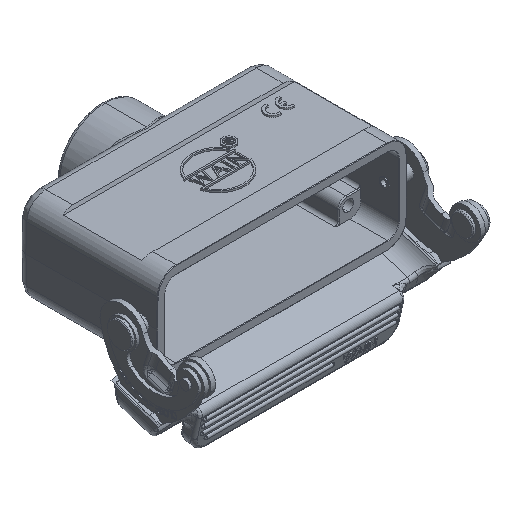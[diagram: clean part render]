
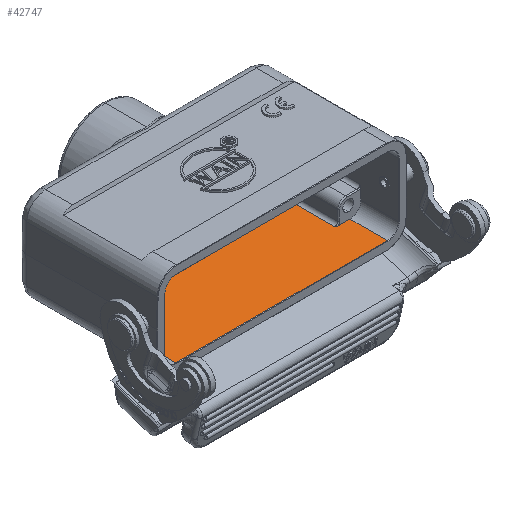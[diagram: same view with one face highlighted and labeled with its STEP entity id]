
A CAD part, isometric view. The second image highlights one B-rep face of the part: STEP entity #42747.
In plain terms, the highlighted planar face has unit normal (0, -0.018, 1).
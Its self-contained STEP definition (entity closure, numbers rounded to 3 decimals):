
#36819=CARTESIAN_POINT('',(28.995,12.295,
-12.035));
#36820=CARTESIAN_POINT('',(29.095,12.24,
-12.036));
#36821=CARTESIAN_POINT('',(29.286,12.137,
-12.038));
#36822=CARTESIAN_POINT('',(29.559,12.03,
-12.04));
#36823=CARTESIAN_POINT('',(29.734,12.,
-12.041));
#36824=CARTESIAN_POINT('',(29.819,12.,
-12.041));
#36826=DIRECTION('',(1.,0.,0.));
#36827=VECTOR('',#36826,3.722);
#36828=CARTESIAN_POINT('',(29.819,12.,
-12.041));
#36829=LINE('',#36828,#36827);
#36830=DIRECTION('',(0.017,-1.,-0.017));
#36831=VECTOR('',#36830,11.709);
#36832=CARTESIAN_POINT('',(33.541,12.,
-12.041));
#36833=LINE('',#36832,#36831);
#36834=DIRECTION('',(0.017,1.,0.017));
#36835=VECTOR('',#36834,11.709);
#36836=CARTESIAN_POINT('',(-33.745,0.295,
-12.245));
#36837=LINE('',#36836,#36835);
#36838=DIRECTION('',(1.,0.,0.));
#36839=VECTOR('',#36838,3.722);
#36840=CARTESIAN_POINT('',(-33.541,12.,
-12.041));
#36841=LINE('',#36840,#36839);
#36842=CARTESIAN_POINT('',(-29.819,12.,
-12.041));
#36843=CARTESIAN_POINT('',(-29.775,12.,
-12.041));
#36844=CARTESIAN_POINT('',(-29.683,12.008,
-12.04));
#36845=CARTESIAN_POINT('',(-29.53,12.044,
-12.04));
#36846=CARTESIAN_POINT('',(-29.366,12.105,
-12.039));
#36847=CARTESIAN_POINT('',(-29.189,12.189,
-12.037));
#36848=CARTESIAN_POINT('',(-29.062,12.258,
-12.036));
#36849=CARTESIAN_POINT('',(-28.995,12.295,
-12.035));
#36851=DIRECTION('',(0.017,1.,0.017));
#36852=VECTOR('',#36851,27.749);
#36853=CARTESIAN_POINT('',(-28.995,12.295,
-12.035));
#36854=LINE('',#36853,#36852);
#36855=DIRECTION('',(0.017,-1.,-0.017));
#36856=VECTOR('',#36855,27.749);
#36857=CARTESIAN_POINT('',(28.511,40.035,
-11.551));
#36858=LINE('',#36857,#36856);
#37286=DIRECTION('',(-1.,0.,0.));
#37287=VECTOR('',#37286,57.022);
#37288=CARTESIAN_POINT('',(28.511,40.035,
-11.551));
#37289=LINE('',#37288,#37287);
#39643=DIRECTION('',(1.,0.,0.));
#39644=VECTOR('',#39643,67.491);
#39645=CARTESIAN_POINT('',(-33.745,0.295,
-12.245));
#39646=LINE('',#39645,#39644);
#40771=VERTEX_POINT('',#36819);
#40772=VERTEX_POINT('',#36824);
#40773=CARTESIAN_POINT('',(33.541,12.,
-12.041));
#40774=VERTEX_POINT('',#40773);
#40775=CARTESIAN_POINT('',(33.745,0.295,
-12.245));
#40776=VERTEX_POINT('',#40775);
#40777=CARTESIAN_POINT('',(-33.745,0.295,
-12.245));
#40778=VERTEX_POINT('',#40777);
#40779=CARTESIAN_POINT('',(-33.541,12.,
-12.041));
#40780=VERTEX_POINT('',#40779);
#40781=CARTESIAN_POINT('',(-29.819,12.,
-12.041));
#40782=VERTEX_POINT('',#40781);
#40783=VERTEX_POINT('',#36849);
#40784=CARTESIAN_POINT('',(-28.511,40.035,
-11.551));
#40785=VERTEX_POINT('',#40784);
#40786=CARTESIAN_POINT('',(28.511,40.035,
-11.551));
#40787=VERTEX_POINT('',#40786);
#42721=CARTESIAN_POINT('',(-38.402,0.,-12.25));
#42722=DIRECTION('',(0.,0.017,-1.));
#42723=DIRECTION('',(0.,1.,0.017));
#42724=AXIS2_PLACEMENT_3D('',#42721,#42722,#42723);
#42725=PLANE('',#42724);
#42726=ORIENTED_EDGE('',*,*,#42711,.T.);
#42728=ORIENTED_EDGE('',*,*,#42727,.T.);
#42730=ORIENTED_EDGE('',*,*,#42729,.T.);
#42732=ORIENTED_EDGE('',*,*,#42731,.F.);
#42734=ORIENTED_EDGE('',*,*,#42733,.T.);
#42736=ORIENTED_EDGE('',*,*,#42735,.T.);
#42738=ORIENTED_EDGE('',*,*,#42737,.T.);
#42740=ORIENTED_EDGE('',*,*,#42739,.T.);
#42742=ORIENTED_EDGE('',*,*,#42741,.F.);
#42744=ORIENTED_EDGE('',*,*,#42743,.T.);
#42745=EDGE_LOOP('',(#42726,#42728,#42730,#42732,#42734,#42736,#42738,#42740,
#42742,#42744));
#42746=FACE_OUTER_BOUND('',#42745,.F.);
#42747=ADVANCED_FACE('',(#42746),#42725,.F.);
#36825=B_SPLINE_CURVE_WITH_KNOTS('',3,(#36819,#36820,#36821,#36822,#36823,
#36824),.UNSPECIFIED.,.F.,.F.,(4,1,1,4),(0.,0.333,
0.667,1.),.UNSPECIFIED.);
#36850=B_SPLINE_CURVE_WITH_KNOTS('',3,(#36842,#36843,#36844,#36845,#36846,
#36847,#36848,#36849),.UNSPECIFIED.,.F.,.F.,(4,1,1,1,1,4),(0.,0.2,0.4,
0.6,0.8,1.),.UNSPECIFIED.);
#42711=EDGE_CURVE('',#40771,#40772,#36825,.T.);
#42727=EDGE_CURVE('',#40772,#40774,#36829,.T.);
#42729=EDGE_CURVE('',#40774,#40776,#36833,.T.);
#42731=EDGE_CURVE('',#40778,#40776,#39646,.T.);
#42733=EDGE_CURVE('',#40778,#40780,#36837,.T.);
#42735=EDGE_CURVE('',#40780,#40782,#36841,.T.);
#42737=EDGE_CURVE('',#40782,#40783,#36850,.T.);
#42739=EDGE_CURVE('',#40783,#40785,#36854,.T.);
#42741=EDGE_CURVE('',#40787,#40785,#37289,.T.);
#42743=EDGE_CURVE('',#40787,#40771,#36858,.T.);
